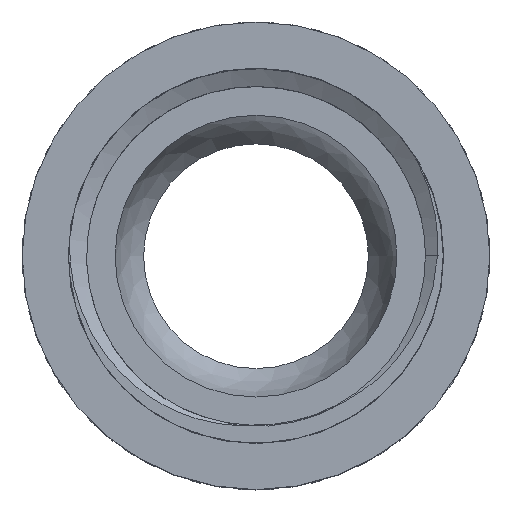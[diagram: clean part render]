
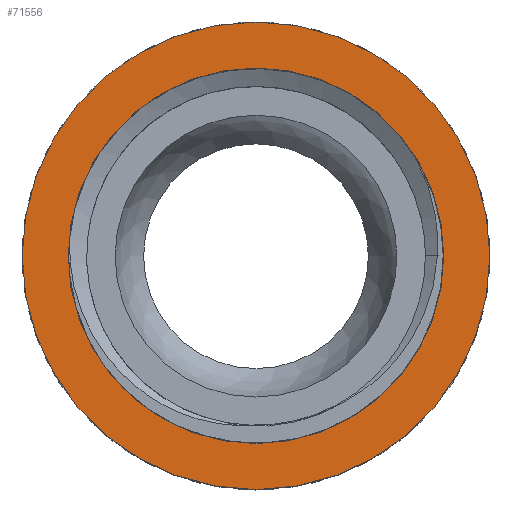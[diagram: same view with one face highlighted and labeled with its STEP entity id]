
A CAD part, top view. The second image highlights one B-rep face of the part: STEP entity #71556.
In plain terms, the highlighted planar face has unit normal (0, 0, 1).
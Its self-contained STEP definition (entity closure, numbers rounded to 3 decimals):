
#71390 = EDGE_CURVE('',#71391,#71391,#71393,.T.);
#71391 = VERTEX_POINT('',#71392);
#71392 = CARTESIAN_POINT('',(12.237,-16.,-45.7));
#71393 = CIRCLE('',#71394,12.237);
#71394 = AXIS2_PLACEMENT_3D('',#71395,#71396,#71397);
#71395 = CARTESIAN_POINT('',(0.,-16.,-45.7));
#71396 = DIRECTION('',(-0.,0.,1.));
#71397 = DIRECTION('',(1.,0.,0.));
#71556 = ADVANCED_FACE('',(#71557,#71568),#71571,.T.);
#71557 = FACE_BOUND('',#71558,.T.);
#71558 = EDGE_LOOP('',(#71559));
#71559 = ORIENTED_EDGE('',*,*,#71560,.T.);
#71560 = EDGE_CURVE('',#71561,#71561,#71563,.T.);
#71561 = VERTEX_POINT('',#71562);
#71562 = CARTESIAN_POINT('',(15.237,-16.,-45.7));
#71563 = CIRCLE('',#71564,15.237);
#71564 = AXIS2_PLACEMENT_3D('',#71565,#71566,#71567);
#71565 = CARTESIAN_POINT('',(0.,-16.,-45.7));
#71566 = DIRECTION('',(0.,0.,1.));
#71567 = DIRECTION('',(1.,0.,0.));
#71568 = FACE_BOUND('',#71569,.T.);
#71569 = EDGE_LOOP('',(#71570));
#71570 = ORIENTED_EDGE('',*,*,#71390,.F.);
#71571 = PLANE('',#71572);
#71572 = AXIS2_PLACEMENT_3D('',#71573,#71574,#71575);
#71573 = CARTESIAN_POINT('',(0.,-16.,-45.7));
#71574 = DIRECTION('',(0.,0.,1.));
#71575 = DIRECTION('',(1.,0.,0.));
